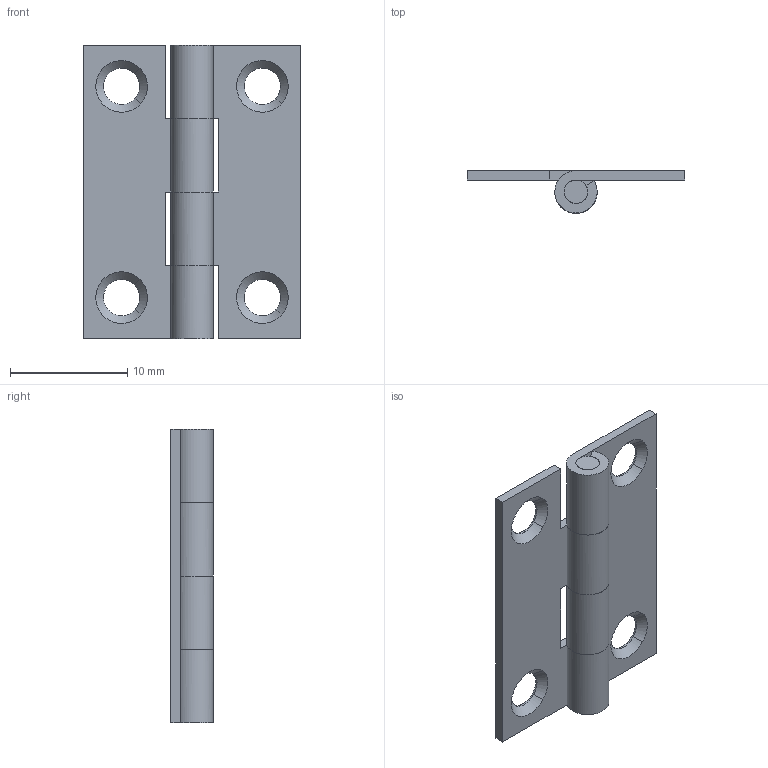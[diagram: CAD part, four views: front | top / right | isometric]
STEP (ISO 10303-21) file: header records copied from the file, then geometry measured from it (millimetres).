
FILE_DESCRIPTION((''),'2;1');
FILE_NAME('','2006-02-22T15:01:26',(''),(''),'','CADfix','');
FILE_SCHEMA(('AUTOMOTIVE_DESIGN'));
Length unit declared in the file: millimetre
Products named in the file (4): shaft; hinge piece_B; hinge piece_A; TH_TM_84SUS_7722_36
Assembly tree (3 placements, depth 2):
  TH_TM_84SUS_7722_36
    shaft
    hinge piece_B
    hinge piece_A
Bounding box: 18.5 x 3.6 x 25 mm (x, y, z)
Volume: 517.7 mm3; surface area: 1466.6 mm2
Topology: 3 solids, 3 shells, 52 faces, 213 edges, 167 vertices
Faces by surface type: bspline 52
Entity records: 3313 total; most frequent: CARTESIAN_POINT 1989, ORIENTED_EDGE 426, EDGE_CURVE 213, VERTEX_POINT 167, B_SPLINE_CURVE_WITH_KNOTS 124, QUASI_UNIFORM_CURVE 89, EDGE_LOOP 60, FACE_OUTER_BOUND 52
